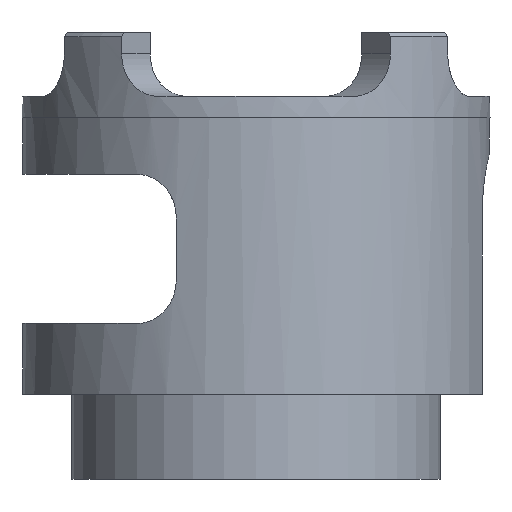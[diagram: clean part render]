
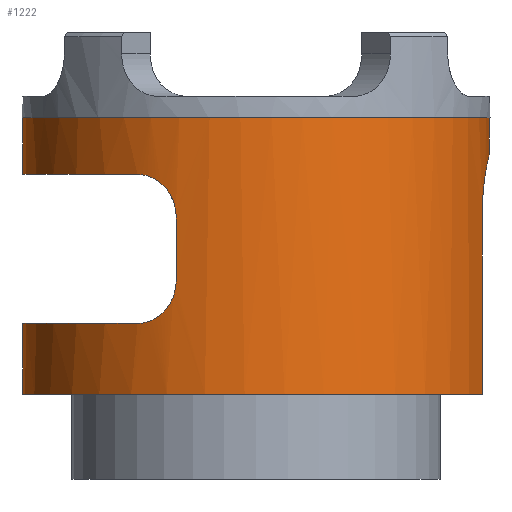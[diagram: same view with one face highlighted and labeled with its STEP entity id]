
A CAD part, front view. The second image highlights one B-rep face of the part: STEP entity #1222.
In plain terms, the highlighted cylindrical face has radius 16.45 mm (diameter 32.9 mm), a full revolution.
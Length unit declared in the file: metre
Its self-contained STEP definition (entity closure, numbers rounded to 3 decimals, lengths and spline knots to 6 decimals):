
#25=B_SPLINE_CURVE_WITH_KNOTS('',3,(#1739,#1740,#1741,#1742,#1743),
 .UNSPECIFIED.,.F.,.F.,(4,1,4),(0.,0.002351,0.004703),
 .UNSPECIFIED.);
#27=B_SPLINE_CURVE_WITH_KNOTS('',3,(#1750,#1751,#1752,#1753,#1754),
 .UNSPECIFIED.,.F.,.F.,(4,1,4),(0.,0.002351,0.004702),
 .UNSPECIFIED.);
#29=B_SPLINE_CURVE_WITH_KNOTS('',3,(#1761,#1762,#1763,#1764,#1765),
 .UNSPECIFIED.,.F.,.F.,(4,1,4),(0.,0.002351,0.004702),
 .UNSPECIFIED.);
#31=B_SPLINE_CURVE_WITH_KNOTS('',3,(#1772,#1773,#1774,#1775,#1776),
 .UNSPECIFIED.,.F.,.F.,(4,1,4),(0.,0.002351,0.004703),
 .UNSPECIFIED.);
#33=B_SPLINE_CURVE_WITH_KNOTS('',3,(#1783,#1784,#1785,#1786,#1787,#1788,
#1789),.UNSPECIFIED.,.F.,.F.,(4,1,1,1,4),(0.,0.003137,0.006275,
0.009412,0.012549),.UNSPECIFIED.);
#80=CYLINDRICAL_SURFACE('',#1362,0.01645);
#81=CIRCLE('',#1241,0.01645);
#83=CIRCLE('',#1244,0.01645);
#86=CIRCLE('',#1255,0.01645);
#89=CIRCLE('',#1261,0.01645);
#90=CIRCLE('',#1262,0.01645);
#139=CIRCLE('',#1363,0.01645);
#443=ORIENTED_EDGE('',*,*,#488,.T.);
#444=ORIENTED_EDGE('',*,*,#495,.T.);
#445=ORIENTED_EDGE('',*,*,#509,.F.);
#446=ORIENTED_EDGE('',*,*,#502,.T.);
#447=ORIENTED_EDGE('',*,*,#499,.F.);
#448=ORIENTED_EDGE('',*,*,#505,.T.);
#449=ORIENTED_EDGE('',*,*,#511,.F.);
#450=ORIENTED_EDGE('',*,*,#492,.F.);
#451=ORIENTED_EDGE('',*,*,#625,.T.);
#452=ORIENTED_EDGE('',*,*,#480,.T.);
#453=ORIENTED_EDGE('',*,*,#468,.T.);
#454=ORIENTED_EDGE('',*,*,#482,.T.);
#455=ORIENTED_EDGE('',*,*,#477,.F.);
#456=ORIENTED_EDGE('',*,*,#486,.T.);
#457=ORIENTED_EDGE('',*,*,#465,.F.);
#458=ORIENTED_EDGE('',*,*,#484,.T.);
#459=ORIENTED_EDGE('',*,*,#472,.T.);
#465=EDGE_CURVE('',#627,#628,#749,.T.);
#468=EDGE_CURVE('',#630,#631,#752,.T.);
#472=EDGE_CURVE('',#634,#635,#81,.T.);
#477=EDGE_CURVE('',#639,#640,#83,.T.);
#480=EDGE_CURVE('',#635,#630,#25,.T.);
#482=EDGE_CURVE('',#631,#640,#27,.T.);
#484=EDGE_CURVE('',#627,#634,#29,.T.);
#486=EDGE_CURVE('',#639,#628,#31,.T.);
#488=EDGE_CURVE('',#642,#643,#33,.T.);
#492=EDGE_CURVE('',#642,#646,#762,.T.);
#495=EDGE_CURVE('',#643,#648,#765,.T.);
#499=EDGE_CURVE('',#651,#652,#86,.T.);
#502=EDGE_CURVE('',#654,#652,#770,.F.);
#505=EDGE_CURVE('',#651,#656,#773,.T.);
#509=EDGE_CURVE('',#654,#648,#89,.T.);
#511=EDGE_CURVE('',#646,#656,#90,.T.);
#625=EDGE_CURVE('',#747,#747,#139,.T.);
#627=VERTEX_POINT('',#1705);
#628=VERTEX_POINT('',#1707);
#630=VERTEX_POINT('',#1713);
#631=VERTEX_POINT('',#1714);
#634=VERTEX_POINT('',#1722);
#635=VERTEX_POINT('',#1723);
#639=VERTEX_POINT('',#1732);
#640=VERTEX_POINT('',#1734);
#642=VERTEX_POINT('',#1790);
#643=VERTEX_POINT('',#1791);
#646=VERTEX_POINT('',#1799);
#648=VERTEX_POINT('',#1805);
#651=VERTEX_POINT('',#1812);
#652=VERTEX_POINT('',#1814);
#654=VERTEX_POINT('',#1820);
#656=VERTEX_POINT('',#1826);
#747=VERTEX_POINT('',#2164);
#749=LINE('',#1706,#826);
#752=LINE('',#1712,#829);
#762=LINE('',#1798,#839);
#765=LINE('',#1804,#842);
#770=LINE('',#1819,#847);
#773=LINE('',#1825,#850);
#826=VECTOR('',#1371,1.);
#829=VECTOR('',#1376,1.);
#839=VECTOR('',#1412,1.);
#842=VECTOR('',#1417,1.);
#847=VECTOR('',#1430,1.);
#850=VECTOR('',#1435,1.);
#1005=EDGE_LOOP('',(#443,#444,#445,#446,#447,#448,#449,#450));
#1006=EDGE_LOOP('',(#451));
#1007=EDGE_LOOP('',(#452,#453,#454,#455,#456,#457,#458,#459));
#1119=FACE_BOUND('',#1005,.T.);
#1120=FACE_BOUND('',#1006,.T.);
#1121=FACE_BOUND('',#1007,.T.);
#1222=ADVANCED_FACE('',(#1119,#1120,#1121),#80,.T.);
#1241=AXIS2_PLACEMENT_3D('',#1721,#1382,#1383);
#1244=AXIS2_PLACEMENT_3D('',#1733,#1391,#1392);
#1255=AXIS2_PLACEMENT_3D('',#1813,#1423,#1424);
#1261=AXIS2_PLACEMENT_3D('',#1833,#1442,#1443);
#1262=AXIS2_PLACEMENT_3D('',#1835,#1445,#1446);
#1362=AXIS2_PLACEMENT_3D('',#2162,#1693,#1694);
#1363=AXIS2_PLACEMENT_3D('',#2163,#1695,#1696);
#1371=DIRECTION('',(0.,0.,-1.));
#1376=DIRECTION('',(0.,0.,-1.));
#1382=DIRECTION('',(0.,0.,1.));
#1383=DIRECTION('',(1.,0.,0.));
#1391=DIRECTION('',(0.,0.,1.));
#1392=DIRECTION('',(1.,0.,0.));
#1412=DIRECTION('',(0.,0.,-1.));
#1417=DIRECTION('',(0.,0.,-1.));
#1423=DIRECTION('',(0.,0.,-1.));
#1424=DIRECTION('',(-1.,0.,0.));
#1430=DIRECTION('',(0.,0.,-1.));
#1435=DIRECTION('',(0.,0.,-1.));
#1442=DIRECTION('',(0.,0.,-1.));
#1443=DIRECTION('',(0.,1.,0.));
#1445=DIRECTION('',(0.,0.,-1.));
#1446=DIRECTION('',(0.,1.,0.));
#1693=DIRECTION('',(0.,0.,-1.));
#1694=DIRECTION('',(0.,1.,0.));
#1695=DIRECTION('',(0.,0.,-1.));
#1696=DIRECTION('',(0.,1.,0.));
#1705=CARTESIAN_POINT('',(-0.005626,0.015458,0.0125));
#1706=CARTESIAN_POINT('',(-0.005626,0.015458,0.0105));
#1707=CARTESIAN_POINT('',(-0.005626,0.015458,0.008));
#1712=CARTESIAN_POINT('',(-0.005626,-0.015458,0.0105));
#1713=CARTESIAN_POINT('',(-0.005626,-0.015458,0.0125));
#1714=CARTESIAN_POINT('',(-0.005626,-0.015458,0.008));
#1721=CARTESIAN_POINT('',(0.,0.,0.0155));
#1722=CARTESIAN_POINT('',(-0.008351,0.014173,0.0155));
#1723=CARTESIAN_POINT('',(-0.008351,-0.014173,0.0155));
#1732=CARTESIAN_POINT('',(-0.008351,0.014173,0.005));
#1733=CARTESIAN_POINT('',(0.,0.,0.005));
#1734=CARTESIAN_POINT('',(-0.008351,-0.014173,0.005));
#1739=CARTESIAN_POINT('',(-0.008351,-0.014173,0.0155));
#1740=CARTESIAN_POINT('',(-0.007666,-0.014576,0.0155));
#1741=CARTESIAN_POINT('',(-0.006253,-0.015249,0.014858));
#1742=CARTESIAN_POINT('',(-0.005626,-0.015458,0.013295));
#1743=CARTESIAN_POINT('',(-0.005626,-0.015458,0.0125));
#1750=CARTESIAN_POINT('',(-0.005626,-0.015458,0.008));
#1751=CARTESIAN_POINT('',(-0.005626,-0.015458,0.007205));
#1752=CARTESIAN_POINT('',(-0.00625,-0.01525,0.005646));
#1753=CARTESIAN_POINT('',(-0.007666,-0.014576,0.005));
#1754=CARTESIAN_POINT('',(-0.008351,-0.014173,0.005));
#1761=CARTESIAN_POINT('',(-0.005626,0.015458,0.0125));
#1762=CARTESIAN_POINT('',(-0.005626,0.015458,0.013295));
#1763=CARTESIAN_POINT('',(-0.00625,0.01525,0.014854));
#1764=CARTESIAN_POINT('',(-0.007666,0.014576,0.0155));
#1765=CARTESIAN_POINT('',(-0.008351,0.014173,0.0155));
#1772=CARTESIAN_POINT('',(-0.008351,0.014173,0.005));
#1773=CARTESIAN_POINT('',(-0.007666,0.014576,0.005));
#1774=CARTESIAN_POINT('',(-0.006253,0.015249,0.005642));
#1775=CARTESIAN_POINT('',(-0.005626,0.015458,0.007205));
#1776=CARTESIAN_POINT('',(-0.005626,0.015458,0.008));
#1783=CARTESIAN_POINT('',(0.015956,-0.004,0.013));
#1784=CARTESIAN_POINT('',(0.015956,-0.004,0.014061));
#1785=CARTESIAN_POINT('',(0.016207,-0.003133,0.016126));
#1786=CARTESIAN_POINT('',(0.016571,-0.000006,0.017436));
#1787=CARTESIAN_POINT('',(0.016207,0.003134,0.016129));
#1788=CARTESIAN_POINT('',(0.015956,0.004,0.014061));
#1789=CARTESIAN_POINT('',(0.015956,0.004,0.013));
#1790=CARTESIAN_POINT('',(0.015956,-0.004,0.013));
#1791=CARTESIAN_POINT('',(0.015956,0.004,0.013));
#1798=CARTESIAN_POINT('',(0.015956,-0.004,0.0105));
#1799=CARTESIAN_POINT('',(0.015956,-0.004,0.));
#1804=CARTESIAN_POINT('',(0.015956,0.004,0.0105));
#1805=CARTESIAN_POINT('',(0.015956,0.004,0.));
#1812=CARTESIAN_POINT('',(0.014213,0.008283,0.008));
#1813=CARTESIAN_POINT('',(0.,0.,0.008));
#1814=CARTESIAN_POINT('',(0.015481,0.005564,0.008));
#1819=CARTESIAN_POINT('',(0.015481,0.005564,0.0105));
#1820=CARTESIAN_POINT('',(0.015481,0.005564,0.));
#1825=CARTESIAN_POINT('',(0.014213,0.008283,0.0105));
#1826=CARTESIAN_POINT('',(0.014213,0.008283,0.));
#1833=CARTESIAN_POINT('',(0.,0.,0.));
#1835=CARTESIAN_POINT('',(0.,0.,0.));
#2162=CARTESIAN_POINT('',(0.,0.,0.0105));
#2163=CARTESIAN_POINT('',(0.,0.,0.0195));
#2164=CARTESIAN_POINT('',(0.,0.01645,0.0195));
